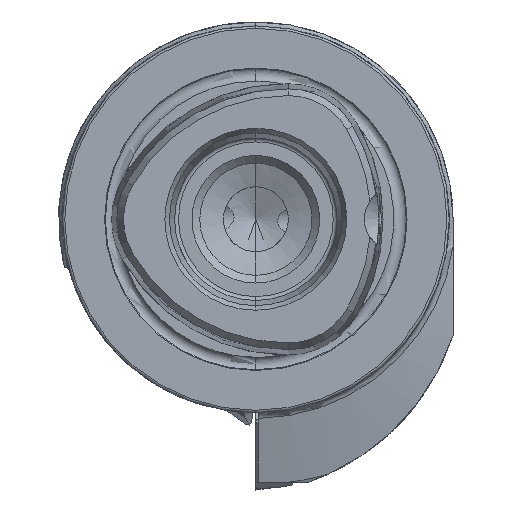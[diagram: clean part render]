
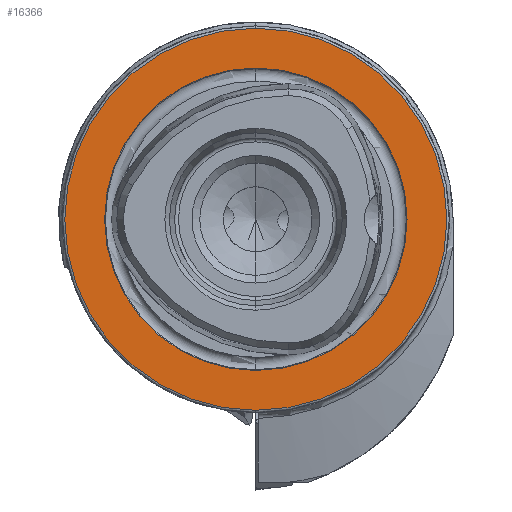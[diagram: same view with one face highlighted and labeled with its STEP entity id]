
A CAD part, left-side view. The second image highlights one B-rep face of the part: STEP entity #16366.
In plain terms, the highlighted planar face has unit normal (-1, 0, 0).
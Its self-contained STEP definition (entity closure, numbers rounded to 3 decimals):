
#697 = VERTEX_POINT ( 'NONE', #10510 ) ;
#1035 = ORIENTED_EDGE ( 'NONE', *, *, #11346, .T. ) ;
#1155 = EDGE_CURVE ( 'NONE', #697, #16080, #1433, .T. ) ;
#1210 = CARTESIAN_POINT ( 'NONE',  ( 0., 0., 0. ) ) ;
#1225 = DIRECTION ( 'NONE',  ( 1., 0., 0. ) ) ;
#1299 = CIRCLE ( 'NONE', #8031, 24.7 ) ;
#1433 = CIRCLE ( 'NONE', #17015, 24.7 ) ;
#1831 = CARTESIAN_POINT ( 'NONE',  ( 0., 0., 0. ) ) ;
#2463 = DIRECTION ( 'NONE',  ( 0., 0., 1. ) ) ;
#2481 = EDGE_CURVE ( 'NONE', #10466, #6175, #13183, .T. ) ;
#2676 = FACE_BOUND ( 'NONE', #3621, .T. ) ;
#3621 = EDGE_LOOP ( 'NONE', ( #11261, #8526 ) ) ;
#4051 = EDGE_CURVE ( 'NONE', #6175, #10466, #11606, .T. ) ;
#4104 = CARTESIAN_POINT ( 'NONE',  ( 0., 0., 0. ) ) ;
#6175 = VERTEX_POINT ( 'NONE', #16902 ) ;
#6416 = DIRECTION ( 'NONE',  ( -1., 0., 0. ) ) ;
#8031 = AXIS2_PLACEMENT_3D ( 'NONE', #15049, #6416, #15145 ) ;
#8033 = EDGE_LOOP ( 'NONE', ( #1035, #16556 ) ) ;
#8526 = ORIENTED_EDGE ( 'NONE', *, *, #2481, .F. ) ;
#8697 = AXIS2_PLACEMENT_3D ( 'NONE', #13023, #1225, #12926 ) ;
#8700 = PLANE ( 'NONE',  #8697 ) ;
#9007 = DIRECTION ( 'NONE',  ( 0., 0., 1. ) ) ;
#9102 = DIRECTION ( 'NONE',  ( -1., 0., 0. ) ) ;
#9675 = DIRECTION ( 'NONE',  ( 0., 0., 1. ) ) ;
#10075 = CARTESIAN_POINT ( 'NONE',  ( 0., 0., -19.55 ) ) ;
#10466 = VERTEX_POINT ( 'NONE', #10075 ) ;
#10510 = CARTESIAN_POINT ( 'NONE',  ( 0., 0., -24.7 ) ) ;
#11261 = ORIENTED_EDGE ( 'NONE', *, *, #4051, .F. ) ;
#11346 = EDGE_CURVE ( 'NONE', #16080, #697, #1299, .T. ) ;
#11606 = CIRCLE ( 'NONE', #16732, 19.55 ) ;
#12241 = AXIS2_PLACEMENT_3D ( 'NONE', #4104, #18758, #9675 ) ;
#12926 = DIRECTION ( 'NONE',  ( 0., 0., -1. ) ) ;
#13023 = CARTESIAN_POINT ( 'NONE',  ( 0., 19.55, 0. ) ) ;
#13183 = CIRCLE ( 'NONE', #12241, 19.55 ) ;
#14446 = FACE_OUTER_BOUND ( 'NONE', #8033, .T. ) ;
#15049 = CARTESIAN_POINT ( 'NONE',  ( 0., 0., 0. ) ) ;
#15145 = DIRECTION ( 'NONE',  ( 0., 0., 1. ) ) ;
#16080 = VERTEX_POINT ( 'NONE', #16319 ) ;
#16319 = CARTESIAN_POINT ( 'NONE',  ( 0., 0., 24.7 ) ) ;
#16366 = ADVANCED_FACE ( 'NONE', ( #2676, #14446 ), #8700, .F. ) ;
#16556 = ORIENTED_EDGE ( 'NONE', *, *, #1155, .T. ) ;
#16732 = AXIS2_PLACEMENT_3D ( 'NONE', #1210, #18645, #2463 ) ;
#16902 = CARTESIAN_POINT ( 'NONE',  ( 0., 0., 19.55 ) ) ;
#17015 = AXIS2_PLACEMENT_3D ( 'NONE', #1831, #9102, #9007 ) ;
#18645 = DIRECTION ( 'NONE',  ( -1., 0., 0. ) ) ;
#18758 = DIRECTION ( 'NONE',  ( -1., 0., 0. ) ) ;
